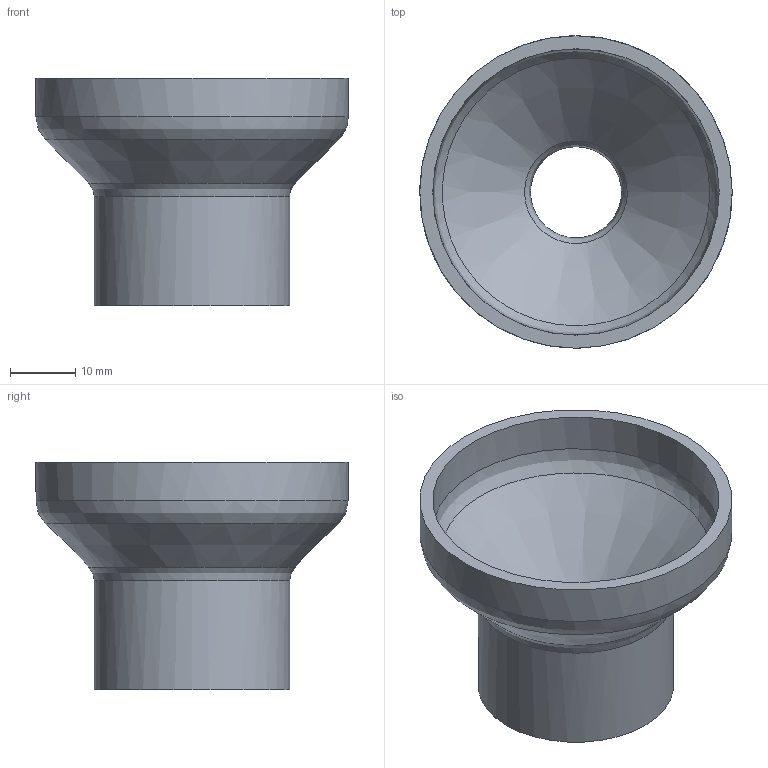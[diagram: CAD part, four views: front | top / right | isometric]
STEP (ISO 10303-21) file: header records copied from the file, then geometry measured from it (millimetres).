
FILE_DESCRIPTION(('Open CASCADE Model'),'2;1');
FILE_NAME('Open CASCADE Shape Model','2024-02-17T23:14:49',('Author'),( 'Open CASCADE'),'Open CASCADE STEP processor 7.7','Open CASCADE 7.7' ,'Unknown');
FILE_SCHEMA(('AUTOMOTIVE_DESIGN { 1 0 10303 214 1 1 1 1 }'));
Length unit declared in the file: millimetre
Products named in the file (1): Open CASCADE STEP translator 7.7 1
Bounding box: 48 x 48 x 35 mm (x, y, z)
Volume: 9773.3 mm3; surface area: 9365 mm2
Topology: 1 solids, 1 shells, 16 faces, 28 edges, 16 vertices
Faces by surface type: cylinder 6, bspline 4, plane 4, cone 2
Full cylindrical faces by diameter (mm): 14 x1, 18 x1, 26 x1, 30 x1, 44 x1, 48 x1
Entity records: 1203 total; most frequent: CARTESIAN_POINT 650, DIRECTION 90, ORIENTED_EDGE 56, PCURVE 56, DEFINITIONAL_REPRESENTATION 56, LINE 40, VECTOR 40, EDGE_CURVE 28
